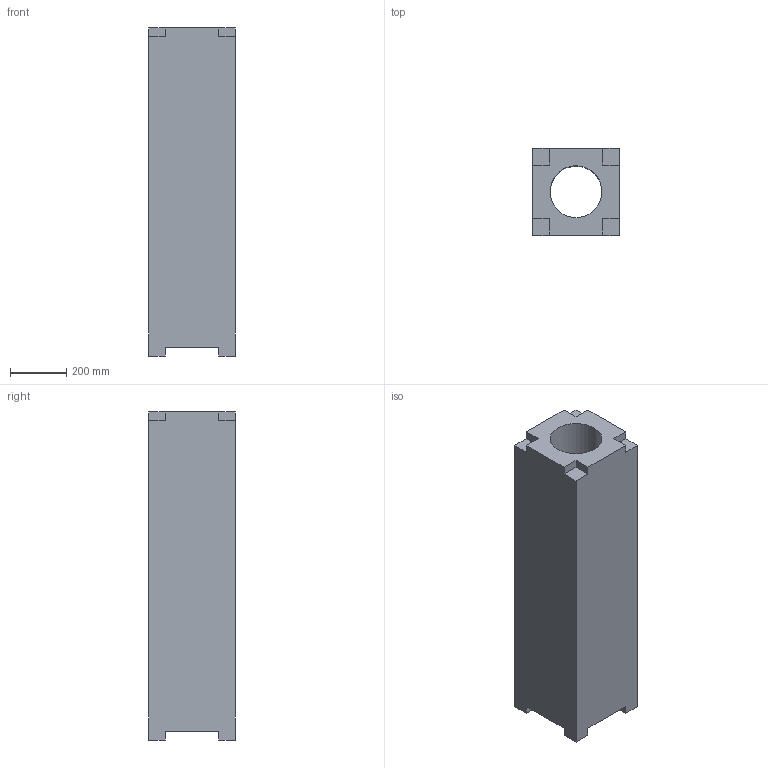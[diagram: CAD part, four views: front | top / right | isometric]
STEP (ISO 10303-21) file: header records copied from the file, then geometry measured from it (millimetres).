
FILE_DESCRIPTION(('Creo Elements/Direct Modeling STEP Export'),'2;1');
FILE_NAME('0058.0096_PP 45 DFK.stp','2018-02-23T14:22:54',(''),(''),'PTC Creo Elements/Direct Modeling STEP processor for AP214 (Solid Model)','PTC Creo Elements/Direct Modeling 19.0C 15-Aug-2015 (C) Parametric Technology GmbH','');
FILE_SCHEMA(('AUTOMOTIVE_DESIGN { 1 0 10303 214 1 1 1 1 }'));
Length unit declared in the file: millimetre
Products named in the file (1): PP45DFK_Dachdurchfuehrungskanal
Bounding box: 310 x 310 x 1170 mm (x, y, z)
Volume: 78910512.6 mm3; surface area: 2243401.4 mm2
Topology: 1 solids, 1 shells, 32 faces, 92 edges, 62 vertices
Faces by surface type: plane 30, cylinder 2
Entity records: 998 total; most frequent: ORIENTED_EDGE 184, CARTESIAN_POINT 173, DIRECTION 140, EDGE_CURVE 92, VECTOR 82, LINE 82, VERTEX_POINT 62, EDGE_LOOP 34
